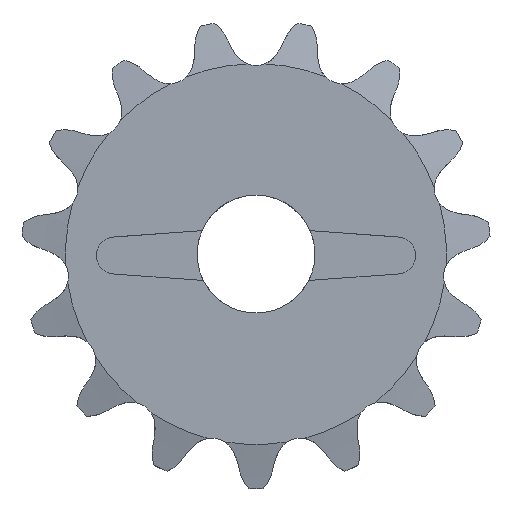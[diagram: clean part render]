
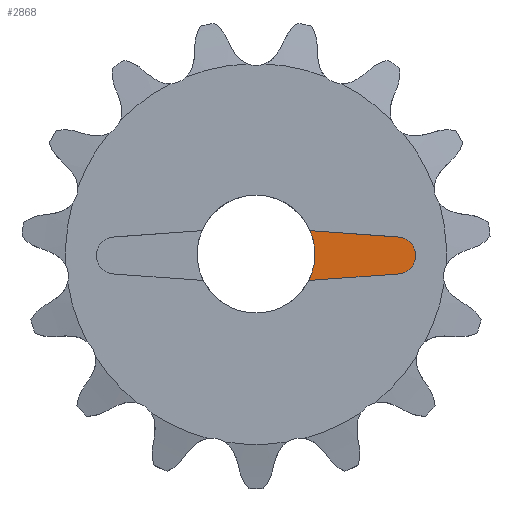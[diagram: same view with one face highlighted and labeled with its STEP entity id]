
A CAD part, top view. The second image highlights one B-rep face of the part: STEP entity #2868.
In plain terms, the highlighted planar face has unit normal (0, 0, 1).
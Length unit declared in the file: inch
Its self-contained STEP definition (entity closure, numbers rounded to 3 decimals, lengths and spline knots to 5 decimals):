
#288=CIRCLE('',#3044,0.07874);
#289=CIRCLE('',#3046,0.25);
#290=CIRCLE('',#3047,0.25);
#483=FACE_OUTER_BOUND('',#644,.T.);
#644=EDGE_LOOP('',(#1885,#1886,#1887,#1888,#1889));
#806=LINE('',#3970,#943);
#810=LINE('',#3979,#947);
#943=VECTOR('',#3307,0.3937);
#947=VECTOR('',#3313,0.3937);
#1080=VERTEX_POINT('',#3967);
#1081=VERTEX_POINT('',#3969);
#1084=VERTEX_POINT('',#3976);
#1085=VERTEX_POINT('',#3978);
#1086=VERTEX_POINT('',#3985);
#1398=EDGE_CURVE('',#1080,#1081,#806,.T.);
#1402=EDGE_CURVE('',#1084,#1085,#810,.T.);
#1405=EDGE_CURVE('',#1081,#1084,#288,.T.);
#1406=EDGE_CURVE('',#1086,#1080,#289,.T.);
#1407=EDGE_CURVE('',#1085,#1086,#290,.T.);
#1885=ORIENTED_EDGE('',*,*,#1405,.F.);
#1886=ORIENTED_EDGE('',*,*,#1398,.F.);
#1887=ORIENTED_EDGE('',*,*,#1406,.F.);
#1888=ORIENTED_EDGE('',*,*,#1407,.F.);
#1889=ORIENTED_EDGE('',*,*,#1402,.F.);
#2829=PLANE('',#3045);
#2868=ADVANCED_FACE('',(#483),#2829,.T.);
#3044=AXIS2_PLACEMENT_3D('',#3983,#3319,#3320);
#3045=AXIS2_PLACEMENT_3D('',#3984,#3321,#3322);
#3046=AXIS2_PLACEMENT_3D('',#3986,#3323,#3324);
#3047=AXIS2_PLACEMENT_3D('',#3987,#3325,#3326);
#3307=DIRECTION('',(0.997,-0.072,0.));
#3313=DIRECTION('',(-0.997,-0.072,0.));
#3319=DIRECTION('center_axis',(0.,0.,-1.));
#3320=DIRECTION('ref_axis',(-1.,0.,0.));
#3321=DIRECTION('center_axis',(0.,0.,1.));
#3322=DIRECTION('ref_axis',(-1.,0.,0.));
#3323=DIRECTION('center_axis',(0.,0.,1.));
#3324=DIRECTION('ref_axis',(-1.,0.,0.));
#3325=DIRECTION('center_axis',(0.,0.,1.));
#3326=DIRECTION('ref_axis',(-1.,0.,0.));
#3967=CARTESIAN_POINT('',(0.22942,0.09934,0.00526));
#3969=CARTESIAN_POINT('',(0.59843,0.07278,0.00526));
#3970=CARTESIAN_POINT('',(0.59843,0.07278,0.00526));
#3976=CARTESIAN_POINT('',(0.59843,-0.0847,0.00526));
#3978=CARTESIAN_POINT('',(0.22367,-0.11167,0.00526));
#3979=CARTESIAN_POINT('',(0.07357,-0.12247,0.00526));
#3983=CARTESIAN_POINT('Origin',(0.59843,-0.00596,0.00526));
#3984=CARTESIAN_POINT('Origin',(0.,-0.0004,0.00526));
#3985=CARTESIAN_POINT('',(0.25,0.,0.00526));
#3986=CARTESIAN_POINT('Origin',(0.,0.,0.00526));
#3987=CARTESIAN_POINT('Origin',(0.,0.,0.00526));
